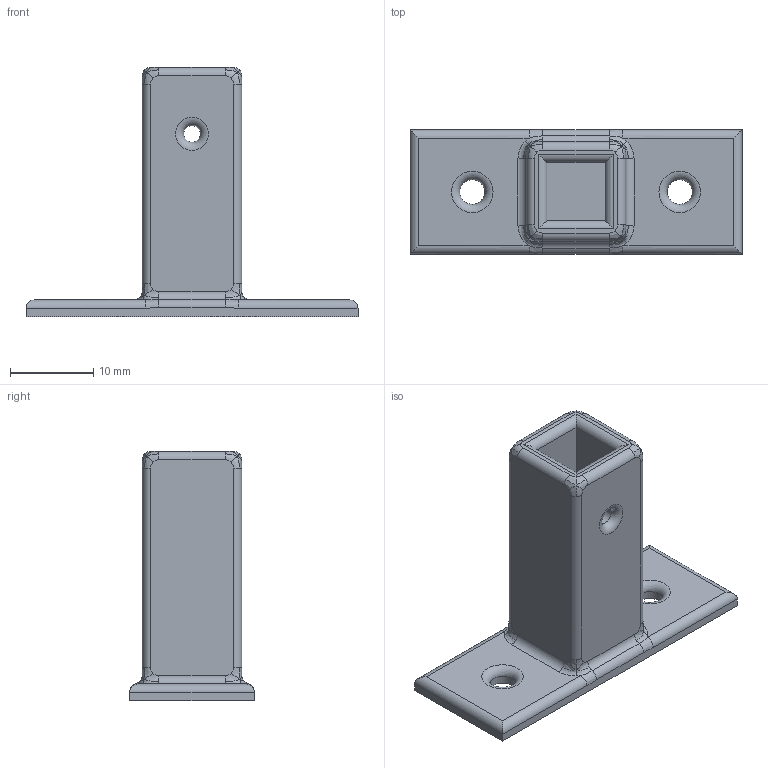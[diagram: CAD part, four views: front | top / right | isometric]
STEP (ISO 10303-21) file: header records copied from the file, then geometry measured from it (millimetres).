
FILE_DESCRIPTION(/* description */ (''),/* implementation_level */ '2;1');
FILE_NAME(/* name */ 'flag holder with better mount.step',/* time_stamp */ '2023-05-25T13:44:20-07:00',/* author */ (''),/* organization */ (''),/* preprocessor_version */ 'ST-DEVELOPER v19.2',/* originating_system */ 'Autodesk Translation Framework v12.4.0.73',/* authorisation */ '');
FILE_SCHEMA (('AUTOMOTIVE_DESIGN { 1 0 10303 214 3 1 1 }'));
Length unit declared in the file: millimetre
Products named in the file (1): flag holder
Bounding box: 40 x 15 x 30 mm (x, y, z)
Volume: 3753.5 mm3; surface area: 3417 mm2
Topology: 1 solids, 1 shells, 101 faces, 254 edges, 156 vertices
Faces by surface type: bspline 52, cylinder 28, plane 17, torus 4
Full cylindrical faces by diameter (mm): 2 x2, 3 x2
Entity records: 4869 total; most frequent: CARTESIAN_POINT 2560, ORIENTED_EDGE 508, DIRECTION 430, EDGE_CURVE 254, AXIS2_PLACEMENT_3D 182, VERTEX_POINT 156, CIRCLE 124, EDGE_LOOP 110
